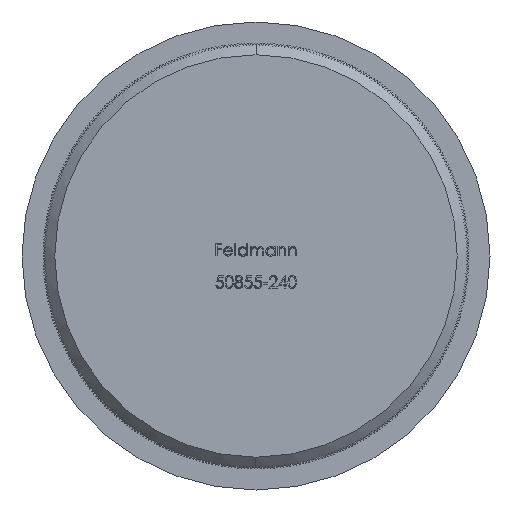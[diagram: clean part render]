
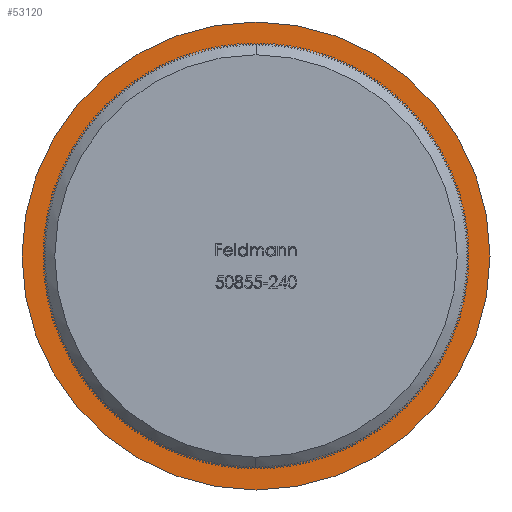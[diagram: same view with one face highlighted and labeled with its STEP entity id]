
A CAD part, front view. The second image highlights one B-rep face of the part: STEP entity #53120.
In plain terms, the highlighted planar face has unit normal (0, -1, 0).
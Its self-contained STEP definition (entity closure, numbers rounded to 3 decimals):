
#1463 = CARTESIAN_POINT ( 'NONE',  ( 0., 5., -20. ) ) ;
#1874 = EDGE_LOOP ( 'NONE', ( #45172, #14295 ) ) ;
#2373 = DIRECTION ( 'NONE',  ( 0., -1., 0. ) ) ;
#5160 = CARTESIAN_POINT ( 'NONE',  ( 0., 5., 20. ) ) ;
#13398 = VERTEX_POINT ( 'NONE', #1463 ) ;
#14037 = CARTESIAN_POINT ( 'NONE',  ( 0., 5., 0. ) ) ;
#14295 = ORIENTED_EDGE ( 'NONE', *, *, #28641, .T. ) ;
#14882 = CIRCLE ( 'NONE', #30056, 18. ) ;
#15060 = CARTESIAN_POINT ( 'NONE',  ( 0., 5., -18. ) ) ;
#15750 = EDGE_LOOP ( 'NONE', ( #33041, #49261 ) ) ;
#16042 = CARTESIAN_POINT ( 'NONE',  ( 0., 5., 0. ) ) ;
#18294 = CIRCLE ( 'NONE', #57086, 20. ) ;
#19091 = VERTEX_POINT ( 'NONE', #15060 ) ;
#23278 = DIRECTION ( 'NONE',  ( 0., 0., -1. ) ) ;
#23698 = EDGE_CURVE ( 'NONE', #13398, #36719, #31369, .T. ) ;
#26209 = CARTESIAN_POINT ( 'NONE',  ( 0., 5., 18. ) ) ;
#27752 = DIRECTION ( 'NONE',  ( 0., -1., 0. ) ) ;
#28641 = EDGE_CURVE ( 'NONE', #36719, #13398, #18294, .T. ) ;
#30056 = AXIS2_PLACEMENT_3D ( 'NONE', #16042, #50299, #55233 ) ;
#31334 = FACE_OUTER_BOUND ( 'NONE', #1874, .T. ) ;
#31369 = CIRCLE ( 'NONE', #43258, 20. ) ;
#33041 = ORIENTED_EDGE ( 'NONE', *, *, #33200, .F. ) ;
#33200 = EDGE_CURVE ( 'NONE', #19091, #43533, #14882, .T. ) ;
#33273 = CARTESIAN_POINT ( 'NONE',  ( 0., 5., 0. ) ) ;
#36719 = VERTEX_POINT ( 'NONE', #5160 ) ;
#40337 = AXIS2_PLACEMENT_3D ( 'NONE', #14037, #57959, #63237 ) ;
#41896 = CARTESIAN_POINT ( 'NONE',  ( 20., 5., 0. ) ) ;
#43258 = AXIS2_PLACEMENT_3D ( 'NONE', #62611, #57305, #51928 ) ;
#43533 = VERTEX_POINT ( 'NONE', #26209 ) ;
#45172 = ORIENTED_EDGE ( 'NONE', *, *, #23698, .T. ) ;
#46443 = DIRECTION ( 'NONE',  ( 0., 0., -1. ) ) ;
#48612 = EDGE_CURVE ( 'NONE', #43533, #19091, #55441, .T. ) ;
#49261 = ORIENTED_EDGE ( 'NONE', *, *, #48612, .F. ) ;
#50299 = DIRECTION ( 'NONE',  ( 0., -1., 0. ) ) ;
#51928 = DIRECTION ( 'NONE',  ( 0., 0., -1. ) ) ;
#53120 = ADVANCED_FACE ( 'NONE', ( #54388, #31334 ), #60970, .T. ) ;
#54388 = FACE_BOUND ( 'NONE', #15750, .T. ) ;
#55233 = DIRECTION ( 'NONE',  ( 0., 0., -1. ) ) ;
#55441 = CIRCLE ( 'NONE', #40337, 18. ) ;
#57086 = AXIS2_PLACEMENT_3D ( 'NONE', #33273, #27752, #23278 ) ;
#57305 = DIRECTION ( 'NONE',  ( 0., -1., 0. ) ) ;
#57959 = DIRECTION ( 'NONE',  ( 0., -1., 0. ) ) ;
#60970 = PLANE ( 'NONE',  #63493 ) ;
#62611 = CARTESIAN_POINT ( 'NONE',  ( 0., 5., 0. ) ) ;
#63237 = DIRECTION ( 'NONE',  ( 0., 0., -1. ) ) ;
#63493 = AXIS2_PLACEMENT_3D ( 'NONE', #41896, #2373, #46443 ) ;
